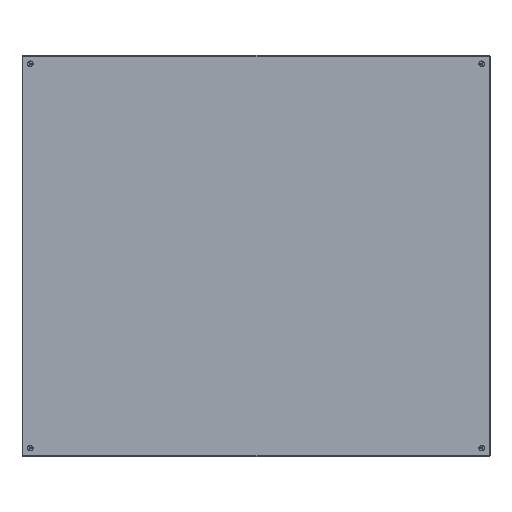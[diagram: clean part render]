
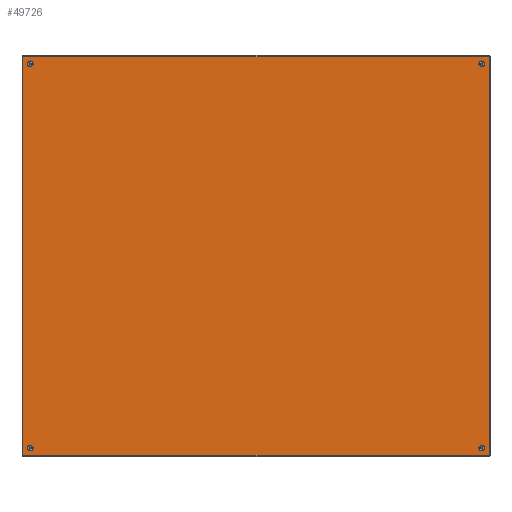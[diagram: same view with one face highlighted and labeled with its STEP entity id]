
A CAD part, left-side view. The second image highlights one B-rep face of the part: STEP entity #49726.
In plain terms, the highlighted face is planar.
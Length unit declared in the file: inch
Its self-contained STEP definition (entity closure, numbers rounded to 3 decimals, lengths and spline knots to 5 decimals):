
#554 = FACE_OUTER_BOUND ( 'NONE', #14214, .T. ) ;
#1003 = LINE ( 'NONE', #32332, #58693 ) ;
#3282 = EDGE_LOOP ( 'NONE', ( #80926, #14845 ) ) ;
#5087 = CARTESIAN_POINT ( 'NONE',  ( -17.25, 0., 20.25 ) ) ;
#6300 = VERTEX_POINT ( 'NONE', #98709 ) ;
#6955 = CIRCLE ( 'NONE', #11669, 0.25 ) ;
#9886 = VERTEX_POINT ( 'NONE', #86945 ) ;
#11101 = AXIS2_PLACEMENT_3D ( 'NONE', #75245, #103548, #112800 ) ;
#11154 = CARTESIAN_POINT ( 'NONE',  ( 17.5, 0., 20.25 ) ) ;
#11480 = EDGE_CURVE ( 'NONE', #21366, #74739, #53549, .T. ) ;
#11669 = AXIS2_PLACEMENT_3D ( 'NONE', #5087, #107184, #96406 ) ;
#12274 = EDGE_CURVE ( 'NONE', #117723, #9886, #6955, .T. ) ;
#12536 = EDGE_CURVE ( 'NONE', #95492, #42663, #95119, .T. ) ;
#13048 = VERTEX_POINT ( 'NONE', #115838 ) ;
#13241 = EDGE_CURVE ( 'NONE', #74739, #21366, #109078, .T. ) ;
#13767 = DIRECTION ( 'NONE',  ( -1., 0., 0. ) ) ;
#14214 = EDGE_LOOP ( 'NONE', ( #53375, #36909, #18065, #101404 ) ) ;
#14845 = ORIENTED_EDGE ( 'NONE', *, *, #37845, .T. ) ;
#15068 = VERTEX_POINT ( 'NONE', #35768 ) ;
#16362 = FACE_BOUND ( 'NONE', #89092, .T. ) ;
#16372 = EDGE_CURVE ( 'NONE', #13048, #6300, #1003, .T. ) ;
#18065 = ORIENTED_EDGE ( 'NONE', *, *, #63725, .T. ) ;
#18581 = CARTESIAN_POINT ( 'NONE',  ( -17.25, 0., -20.25 ) ) ;
#20864 = DIRECTION ( 'NONE',  ( 0., -1., 0. ) ) ;
#21366 = VERTEX_POINT ( 'NONE', #93578 ) ;
#21783 = DIRECTION ( 'NONE',  ( 0., 1., 0. ) ) ;
#24349 = EDGE_CURVE ( 'NONE', #42663, #95492, #38442, .T. ) ;
#25205 = VERTEX_POINT ( 'NONE', #117362 ) ;
#25607 = AXIS2_PLACEMENT_3D ( 'NONE', #18581, #93256, #84350 ) ;
#29321 = FACE_BOUND ( 'NONE', #90293, .T. ) ;
#30916 = CIRCLE ( 'NONE', #11101, 0.25 ) ;
#32210 = CARTESIAN_POINT ( 'NONE',  ( 17.892, 0., -20.928 ) ) ;
#32332 = CARTESIAN_POINT ( 'NONE',  ( 17.875, 0., 20.928 ) ) ;
#32986 = CARTESIAN_POINT ( 'NONE',  ( 17.892, 0., 0. ) ) ;
#35639 = EDGE_CURVE ( 'NONE', #104302, #74212, #50624, .T. ) ;
#35768 = CARTESIAN_POINT ( 'NONE',  ( 17.5, 0., -20.25 ) ) ;
#36142 = VECTOR ( 'NONE', #98974, 39.37008 ) ;
#36909 = ORIENTED_EDGE ( 'NONE', *, *, #35639, .T. ) ;
#37646 = EDGE_LOOP ( 'NONE', ( #117970, #62097 ) ) ;
#37845 = EDGE_CURVE ( 'NONE', #15068, #25205, #30916, .T. ) ;
#37969 = VECTOR ( 'NONE', #81789, 39.37008 ) ;
#38442 = CIRCLE ( 'NONE', #41028, 0.25 ) ;
#39305 = DIRECTION ( 'NONE',  ( 0., -1., 0. ) ) ;
#41028 = AXIS2_PLACEMENT_3D ( 'NONE', #68999, #87653, #13767 ) ;
#42237 = FACE_BOUND ( 'NONE', #3282, .T. ) ;
#42663 = VERTEX_POINT ( 'NONE', #11154 ) ;
#46486 = ORIENTED_EDGE ( 'NONE', *, *, #92308, .T. ) ;
#46773 = AXIS2_PLACEMENT_3D ( 'NONE', #49645, #21783, #86005 ) ;
#47107 = EDGE_CURVE ( 'NONE', #25205, #15068, #108262, .T. ) ;
#48458 = EDGE_CURVE ( 'NONE', #6300, #104302, #97688, .T. ) ;
#49645 = CARTESIAN_POINT ( 'NONE',  ( 0., 0., 0. ) ) ;
#49726 = ADVANCED_FACE ( 'NONE', ( #554, #71193, #42237, #29321, #16362 ), #77062, .T. ) ;
#50624 = LINE ( 'NONE', #99359, #36142 ) ;
#53375 = ORIENTED_EDGE ( 'NONE', *, *, #48458, .T. ) ;
#53549 = CIRCLE ( 'NONE', #68687, 0.25 ) ;
#55948 = DIRECTION ( 'NONE',  ( -1., 0., 0. ) ) ;
#56077 = ORIENTED_EDGE ( 'NONE', *, *, #12274, .T. ) ;
#58693 = VECTOR ( 'NONE', #106997, 39.37008 ) ;
#60046 = DIRECTION ( 'NONE',  ( -1., 0., 0. ) ) ;
#62097 = ORIENTED_EDGE ( 'NONE', *, *, #24349, .T. ) ;
#62451 = LINE ( 'NONE', #108437, #37969 ) ;
#63725 = EDGE_CURVE ( 'NONE', #74212, #13048, #62451, .T. ) ;
#68687 = AXIS2_PLACEMENT_3D ( 'NONE', #69357, #115816, #106536 ) ;
#68999 = CARTESIAN_POINT ( 'NONE',  ( 17.25, 0., 20.25 ) ) ;
#69357 = CARTESIAN_POINT ( 'NONE',  ( -17.25, 0., -20.25 ) ) ;
#69872 = ORIENTED_EDGE ( 'NONE', *, *, #11480, .T. ) ;
#71193 = FACE_BOUND ( 'NONE', #37646, .T. ) ;
#71908 = AXIS2_PLACEMENT_3D ( 'NONE', #94679, #39305, #55948 ) ;
#73055 = VECTOR ( 'NONE', #106854, 39.37008 ) ;
#74087 = ORIENTED_EDGE ( 'NONE', *, *, #13241, .T. ) ;
#74212 = VERTEX_POINT ( 'NONE', #118769 ) ;
#74739 = VERTEX_POINT ( 'NONE', #78261 ) ;
#75245 = CARTESIAN_POINT ( 'NONE',  ( 17.25, 0., -20.25 ) ) ;
#76145 = DIRECTION ( 'NONE',  ( -1., 0., 0. ) ) ;
#77062 = PLANE ( 'NONE',  #46773 ) ;
#78246 = DIRECTION ( 'NONE',  ( 0., -1., 0. ) ) ;
#78261 = CARTESIAN_POINT ( 'NONE',  ( -17.5, 0., -20.25 ) ) ;
#80926 = ORIENTED_EDGE ( 'NONE', *, *, #47107, .T. ) ;
#81789 = DIRECTION ( 'NONE',  ( 0., 0., 1. ) ) ;
#82294 = AXIS2_PLACEMENT_3D ( 'NONE', #105706, #78246, #60046 ) ;
#84350 = DIRECTION ( 'NONE',  ( -1., 0., 0. ) ) ;
#86005 = DIRECTION ( 'NONE',  ( -1., 0., 0. ) ) ;
#86945 = CARTESIAN_POINT ( 'NONE',  ( -17., 0., 20.25 ) ) ;
#87188 = CARTESIAN_POINT ( 'NONE',  ( 17., 0., 20.25 ) ) ;
#87653 = DIRECTION ( 'NONE',  ( 0., -1., 0. ) ) ;
#89092 = EDGE_LOOP ( 'NONE', ( #74087, #69872 ) ) ;
#90293 = EDGE_LOOP ( 'NONE', ( #56077, #46486 ) ) ;
#92308 = EDGE_CURVE ( 'NONE', #9886, #117723, #105239, .T. ) ;
#93256 = DIRECTION ( 'NONE',  ( 0., -1., 0. ) ) ;
#93578 = CARTESIAN_POINT ( 'NONE',  ( -17., 0., -20.25 ) ) ;
#94679 = CARTESIAN_POINT ( 'NONE',  ( 17.25, 0., 20.25 ) ) ;
#95119 = CIRCLE ( 'NONE', #71908, 0.25 ) ;
#95492 = VERTEX_POINT ( 'NONE', #87188 ) ;
#96406 = DIRECTION ( 'NONE',  ( -1., 0., 0. ) ) ;
#97688 = LINE ( 'NONE', #32986, #73055 ) ;
#98709 = CARTESIAN_POINT ( 'NONE',  ( 17.892, 0., 20.928 ) ) ;
#98974 = DIRECTION ( 'NONE',  ( -1., 0., 0. ) ) ;
#99359 = CARTESIAN_POINT ( 'NONE',  ( 17.875, 0., -20.928 ) ) ;
#101404 = ORIENTED_EDGE ( 'NONE', *, *, #16372, .T. ) ;
#103548 = DIRECTION ( 'NONE',  ( 0., -1., 0. ) ) ;
#104302 = VERTEX_POINT ( 'NONE', #32210 ) ;
#105239 = CIRCLE ( 'NONE', #82294, 0.25 ) ;
#105706 = CARTESIAN_POINT ( 'NONE',  ( -17.25, 0., 20.25 ) ) ;
#106536 = DIRECTION ( 'NONE',  ( -1., 0., 0. ) ) ;
#106854 = DIRECTION ( 'NONE',  ( 0., 0., -1. ) ) ;
#106997 = DIRECTION ( 'NONE',  ( 1., 0., 0. ) ) ;
#107184 = DIRECTION ( 'NONE',  ( 0., -1., 0. ) ) ;
#108262 = CIRCLE ( 'NONE', #109596, 0.25 ) ;
#108437 = CARTESIAN_POINT ( 'NONE',  ( -17.892, 0., 0. ) ) ;
#109078 = CIRCLE ( 'NONE', #25607, 0.25 ) ;
#109596 = AXIS2_PLACEMENT_3D ( 'NONE', #112520, #20864, #76145 ) ;
#111023 = CARTESIAN_POINT ( 'NONE',  ( -17.5, 0., 20.25 ) ) ;
#112520 = CARTESIAN_POINT ( 'NONE',  ( 17.25, 0., -20.25 ) ) ;
#112800 = DIRECTION ( 'NONE',  ( -1., 0., 0. ) ) ;
#115816 = DIRECTION ( 'NONE',  ( 0., -1., 0. ) ) ;
#115838 = CARTESIAN_POINT ( 'NONE',  ( -17.892, 0., 20.928 ) ) ;
#117362 = CARTESIAN_POINT ( 'NONE',  ( 17., 0., -20.25 ) ) ;
#117723 = VERTEX_POINT ( 'NONE', #111023 ) ;
#117970 = ORIENTED_EDGE ( 'NONE', *, *, #12536, .T. ) ;
#118769 = CARTESIAN_POINT ( 'NONE',  ( -17.892, 0., -20.928 ) ) ;
